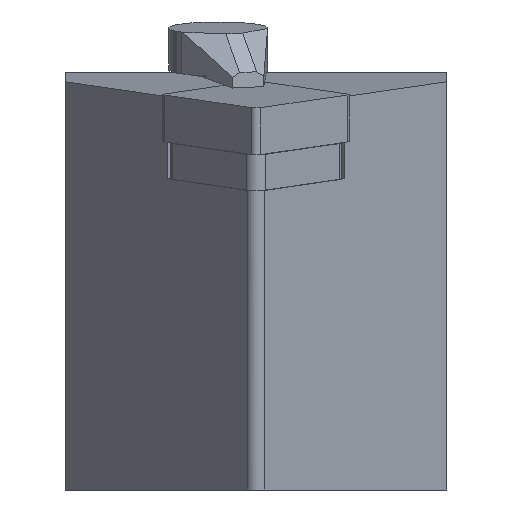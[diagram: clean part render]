
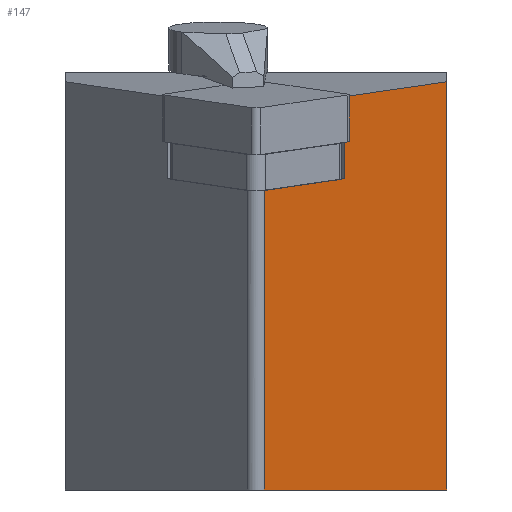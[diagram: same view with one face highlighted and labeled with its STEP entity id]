
A CAD part, left-side view. The second image highlights one B-rep face of the part: STEP entity #147.
In plain terms, the highlighted planar face has unit normal (-0.638, -0.766, -0.078).
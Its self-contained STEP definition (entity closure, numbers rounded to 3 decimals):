
#147=ADVANCED_FACE('',(#229),#195,.F.);
#195=PLANE('',#1011);
#229=FACE_OUTER_BOUND('',#278,.T.);
#278=EDGE_LOOP('',(#557,#558,#559,#560,#561,#562,#563));
#316=LINE('',#1327,#410);
#322=LINE('',#1343,#416);
#336=LINE('',#1375,#430);
#345=LINE('',#1391,#439);
#348=LINE('',#1400,#442);
#349=LINE('',#1401,#443);
#350=LINE('',#1403,#444);
#410=VECTOR('',#1077,1.);
#416=VECTOR('',#1089,1.);
#430=VECTOR('',#1111,1.);
#439=VECTOR('',#1126,1.);
#442=VECTOR('',#1137,1.);
#443=VECTOR('',#1138,1.);
#444=VECTOR('',#1139,1.);
#557=ORIENTED_EDGE('',*,*,#879,.T.);
#558=ORIENTED_EDGE('',*,*,#843,.T.);
#559=ORIENTED_EDGE('',*,*,#880,.T.);
#560=ORIENTED_EDGE('',*,*,#881,.T.);
#561=ORIENTED_EDGE('',*,*,#875,.F.);
#562=ORIENTED_EDGE('',*,*,#866,.F.);
#563=ORIENTED_EDGE('',*,*,#850,.T.);
#758=VERTEX_POINT('',#1325);
#760=VERTEX_POINT('',#1328);
#766=VERTEX_POINT('',#1342);
#767=VERTEX_POINT('',#1344);
#781=VERTEX_POINT('',#1376);
#785=VERTEX_POINT('',#1392);
#787=VERTEX_POINT('',#1402);
#843=EDGE_CURVE('',#760,#758,#316,.T.);
#850=EDGE_CURVE('',#767,#766,#322,.T.);
#866=EDGE_CURVE('',#767,#781,#336,.T.);
#875=EDGE_CURVE('',#781,#785,#345,.T.);
#879=EDGE_CURVE('',#766,#760,#348,.T.);
#880=EDGE_CURVE('',#758,#787,#349,.T.);
#881=EDGE_CURVE('',#787,#785,#350,.T.);
#1011=AXIS2_PLACEMENT_3D('',#1404,#1140,#1141);
#1077=DIRECTION('',(-0.76,0.643,-0.093));
#1089=DIRECTION('',(-0.76,0.643,-0.093));
#1111=DIRECTION('',(0.122,0.,-0.993));
#1126=DIRECTION('',(-0.768,0.64,0.));
#1137=DIRECTION('',(0.122,0.,-0.993));
#1138=DIRECTION('',(-0.76,0.643,-0.093));
#1139=DIRECTION('',(0.122,0.,-0.993));
#1140=DIRECTION('',(0.638,0.766,0.078));
#1141=DIRECTION('',(-0.768,0.64,0.));
#1325=CARTESIAN_POINT('',(-22.895,143.27,235.947));
#1327=CARTESIAN_POINT('',(-34.911,153.428,234.471));
#1328=CARTESIAN_POINT('',(-22.436,142.882,236.003));
#1342=CARTESIAN_POINT('',(-23.754,142.882,246.733));
#1343=CARTESIAN_POINT('',(-38.154,155.056,244.964));
#1344=CARTESIAN_POINT('',(-7.925,129.5,248.676));
#1375=CARTESIAN_POINT('',(-49.45,129.5,586.868));
#1376=CARTESIAN_POINT('',(-1.359,129.5,195.205));
#1391=CARTESIAN_POINT('',(-35.673,158.078,195.205));
#1392=CARTESIAN_POINT('',(-30.089,153.428,195.205));
#1400=CARTESIAN_POINT('',(-24.758,142.882,254.911));
#1401=CARTESIAN_POINT('',(-34.911,153.428,234.471));
#1402=CARTESIAN_POINT('',(-34.911,153.428,234.471));
#1403=CARTESIAN_POINT('',(-77.753,153.428,583.393));
#1404=CARTESIAN_POINT('',(-77.753,153.428,583.393));
